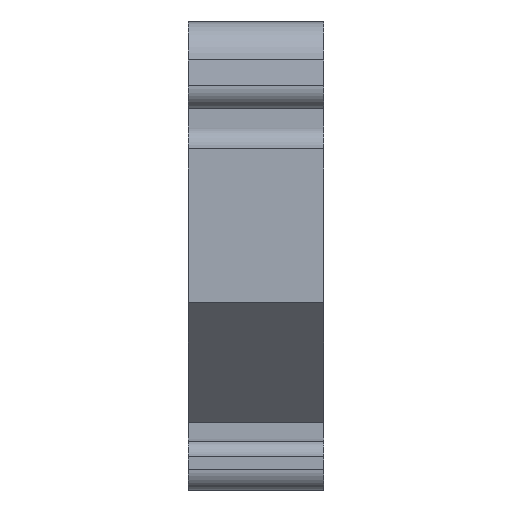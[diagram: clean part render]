
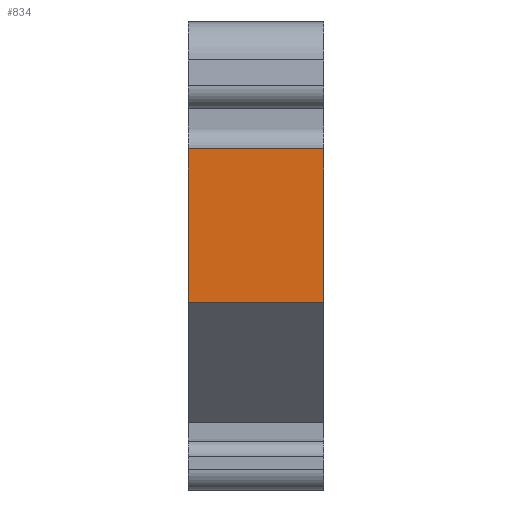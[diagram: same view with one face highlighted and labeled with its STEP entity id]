
A CAD part, left-side view. The second image highlights one B-rep face of the part: STEP entity #834.
In plain terms, the highlighted planar face has unit normal (-1, 0, 0).
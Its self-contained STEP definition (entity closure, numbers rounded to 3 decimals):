
#162=ORIENTED_EDGE('',*,*,#375,.T.);
#163=ORIENTED_EDGE('',*,*,#376,.F.);
#164=ORIENTED_EDGE('',*,*,#377,.F.);
#165=ORIENTED_EDGE('',*,*,#373,.T.);
#373=EDGE_CURVE('',#467,#466,#559,.T.);
#375=EDGE_CURVE('',#466,#468,#561,.T.);
#376=EDGE_CURVE('',#469,#468,#562,.T.);
#377=EDGE_CURVE('',#467,#469,#563,.T.);
#466=VERTEX_POINT('',#1317);
#467=VERTEX_POINT('',#1319);
#468=VERTEX_POINT('',#1323);
#469=VERTEX_POINT('',#1325);
#559=LINE('',#1318,#659);
#561=LINE('',#1322,#661);
#562=LINE('',#1324,#662);
#563=LINE('',#1326,#663);
#659=VECTOR('',#1078,1000.);
#661=VECTOR('',#1082,1000.);
#662=VECTOR('',#1083,1000.);
#663=VECTOR('',#1084,1000.);
#718=EDGE_LOOP('',(#162,#163,#164,#165));
#760=FACE_BOUND('',#718,.T.);
#795=PLANE('',#903);
#834=ADVANCED_FACE('',(#760),#795,.F.);
#903=AXIS2_PLACEMENT_3D('',#1321,#1080,#1081);
#1078=DIRECTION('',(0.,-1.,0.));
#1080=DIRECTION('',(1.,0.,0.));
#1081=DIRECTION('',(0.,0.,-1.));
#1082=DIRECTION('',(0.,0.,1.));
#1083=DIRECTION('',(0.,-1.,0.));
#1084=DIRECTION('',(0.,0.,1.));
#1317=CARTESIAN_POINT('',(-25.,0.,-4.181));
#1318=CARTESIAN_POINT('',(-25.,13.,-4.181));
#1319=CARTESIAN_POINT('',(-25.,13.,-4.181));
#1321=CARTESIAN_POINT('',(-25.,13.,10.619));
#1322=CARTESIAN_POINT('',(-25.,0.,10.619));
#1323=CARTESIAN_POINT('',(-25.,0.,10.619));
#1324=CARTESIAN_POINT('',(-25.,13.,10.619));
#1325=CARTESIAN_POINT('',(-25.,13.,10.619));
#1326=CARTESIAN_POINT('',(-25.,13.,10.619));
